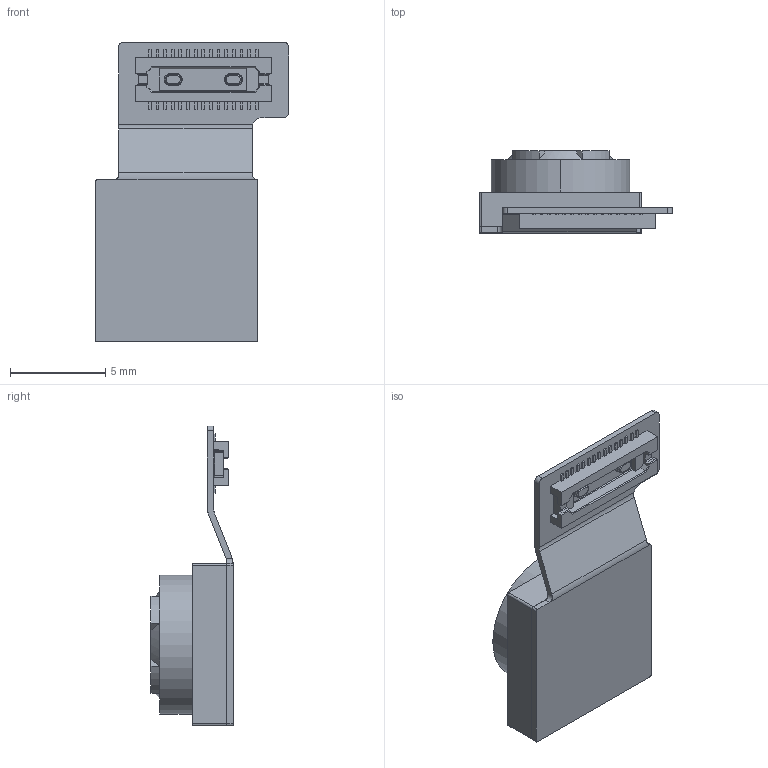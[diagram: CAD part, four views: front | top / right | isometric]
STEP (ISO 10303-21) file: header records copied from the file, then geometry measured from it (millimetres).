
FILE_DESCRIPTION (( 'STEP AP214' ), '1' );
FILE_NAME ('Camera_module_RPi_v2.1_IMX219.step', '2018-11-03T15:16:21+00:00', 'Stefan Hamminga', '', '', '', '');
FILE_SCHEMA (( 'AUTOMOTIVE_DESIGN' ));
Length unit declared in the file: millimetre
Products named in the file (1): Camera_module_RPi_v2.1_IMX219
Bounding box: 10.12 x 4.3 x 15.7 mm (x, y, z)
Volume: 262.6 mm3; surface area: 594.5 mm2
Topology: 3 solids, 3 shells, 324 faces, 886 edges, 573 vertices
Faces by surface type: plane 249, cylinder 58, cone 15, sphere 2
Entity records: 13278 total; most frequent: CARTESIAN_POINT 1840, ORIENTED_EDGE 1772, DIRECTION 1654, EDGE_CURVE 886, VECTOR 736, LINE 736, VERTEX_POINT 573, AXIS2_PLACEMENT_3D 459
